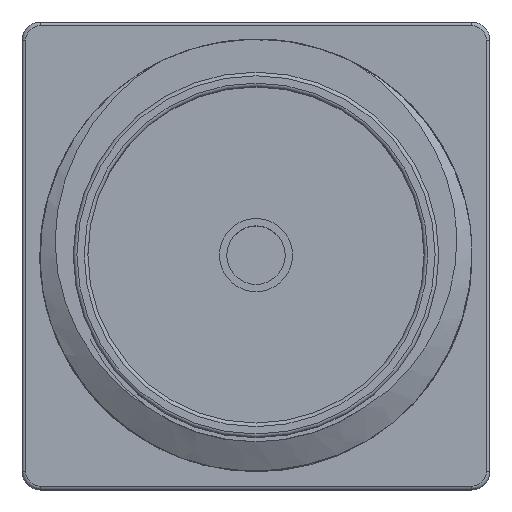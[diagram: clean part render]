
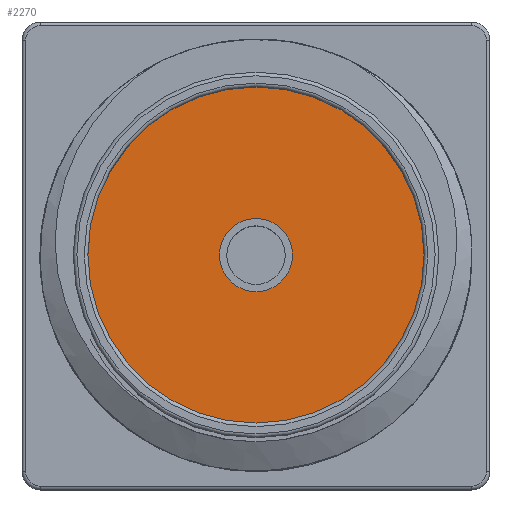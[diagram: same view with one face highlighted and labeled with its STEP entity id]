
A CAD part, top view. The second image highlights one B-rep face of the part: STEP entity #2270.
In plain terms, the highlighted planar face has unit normal (0, 0, 1).
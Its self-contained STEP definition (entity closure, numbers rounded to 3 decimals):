
#29=FACE_BOUND('',#774,.T.);
#63=PLANE('',#2584);
#616=FACE_OUTER_BOUND('',#773,.T.);
#773=EDGE_LOOP('',(#2024));
#774=EDGE_LOOP('',(#2025));
#836=CIRCLE('',#2369,2.3);
#933=CIRCLE('',#2568,0.5);
#1009=VERTEX_POINT('',#3537);
#1099=VERTEX_POINT('',#3942);
#1222=EDGE_CURVE('',#1009,#1009,#836,.T.);
#1408=EDGE_CURVE('',#1099,#1099,#933,.T.);
#2024=ORIENTED_EDGE('',*,*,#1222,.F.);
#2025=ORIENTED_EDGE('',*,*,#1408,.T.);
#2270=ADVANCED_FACE('',(#616,#29),#63,.T.);
#2369=AXIS2_PLACEMENT_3D('',#3539,#2779,#2780);
#2568=AXIS2_PLACEMENT_3D('',#3944,#3260,#3261);
#2584=AXIS2_PLACEMENT_3D('',#3967,#3295,#3296);
#2779=DIRECTION('center_axis',(0.,0.,-1.));
#2780=DIRECTION('ref_axis',(-1.,0.,0.));
#3260=DIRECTION('center_axis',(0.,0.,-1.));
#3261=DIRECTION('ref_axis',(-1.,0.,0.));
#3295=DIRECTION('center_axis',(0.,0.,1.));
#3296=DIRECTION('ref_axis',(-1.,0.,0.));
#3537=CARTESIAN_POINT('',(5.5,-3.2,7.4));
#3539=CARTESIAN_POINT('Origin',(3.2,-3.2,7.4));
#3942=CARTESIAN_POINT('',(3.7,-3.2,7.4));
#3944=CARTESIAN_POINT('Origin',(3.2,-3.2,7.4));
#3967=CARTESIAN_POINT('Origin',(3.2,-3.2,7.4));
